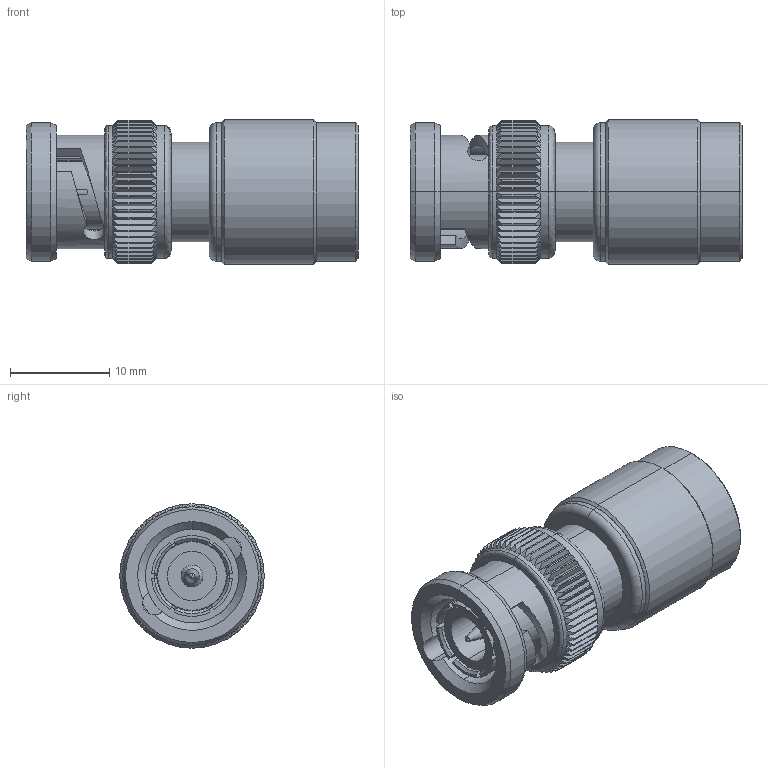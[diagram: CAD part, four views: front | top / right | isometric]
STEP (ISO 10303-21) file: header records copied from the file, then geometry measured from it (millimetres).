
FILE_DESCRIPTION (( 'STEP AP214' ), '1' );
FILE_NAME ('FMAD9181_3D.step', '2024-07-26T18:08:41', ( '' ), ( '' ), 'SwSTEP 2.0', 'SolidWorks 2022', '' );
FILE_SCHEMA (( 'AUTOMOTIVE_DESIGN' ));
Length unit declared in the file: inch
Products named in the file (1): FMAD9181_3D
Bounding box: 33.4 x 14.53 x 14.53 mm (x, y, z)
Volume: 3379.1 mm3; surface area: 4341.3 mm2
Topology: 2 solids, 4 shells, 536 faces, 1240 edges, 733 vertices
Faces by surface type: plane 200, cylinder 163, cone 157, bspline 12, sphere 2, torus 2
Entity records: 16613 total; most frequent: CARTESIAN_POINT 4780, ORIENTED_EDGE 2480, DIRECTION 2448, EDGE_CURVE 1240, AXIS2_PLACEMENT_3D 1015, VERTEX_POINT 733, EDGE_LOOP 567, FACE_OUTER_BOUND 536
